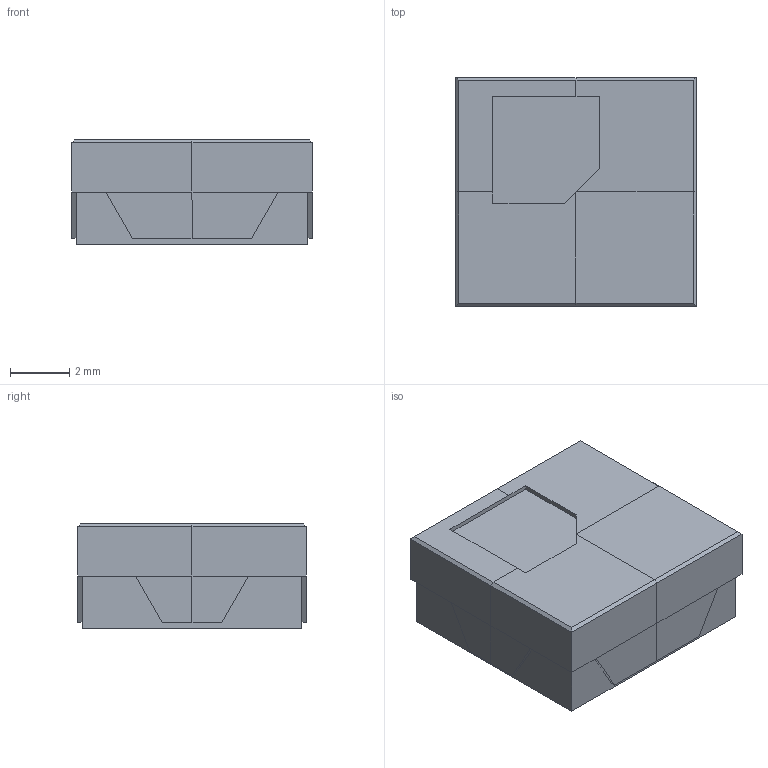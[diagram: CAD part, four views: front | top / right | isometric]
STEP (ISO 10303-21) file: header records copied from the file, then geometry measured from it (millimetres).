
FILE_DESCRIPTION(('FreeCAD Model'),'2;1');
FILE_NAME('Open CASCADE Shape Model','2021-04-26T17:45:33',( 'kicad StepUp'),('ksu MCAD'),'Open CASCADE STEP processor 7.5', 'FreeCAD','Unknown');
FILE_SCHEMA(('AUTOMOTIVE_DESIGN { 1 0 10303 214 1 1 1 1 }'));
Length unit declared in the file: millimetre
Products named in the file (1): Vishay_TFMM5xx0
Bounding box: 8.1 x 7.7 x 3.5 mm (x, y, z)
Volume: 209.5 mm3; surface area: 327.6 mm2
Topology: 1 solids, 2 shells, 70 faces, 170 edges, 104 vertices
Faces by surface type: plane 70
Entity records: 2487 total; most frequent: CARTESIAN_POINT 345, ORIENTED_EDGE 340, DIRECTION 312, EDGE_CURVE 170, LINE 170, VECTOR 170, VERTEX_POINT 104, FACE_BOUND 72
